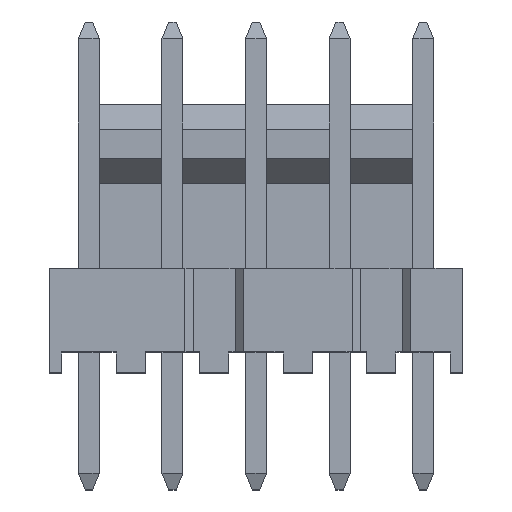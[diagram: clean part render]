
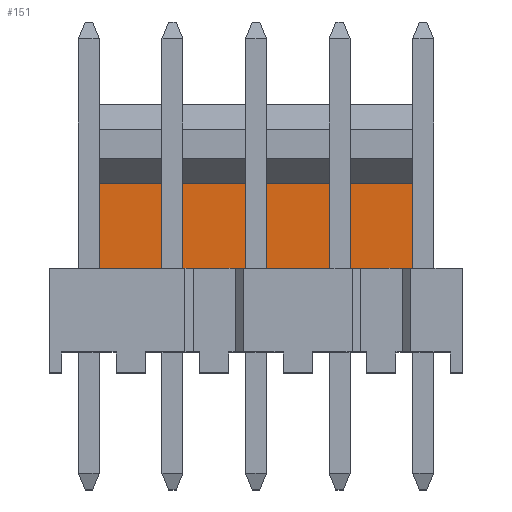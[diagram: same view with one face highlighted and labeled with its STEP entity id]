
A CAD part, top view. The second image highlights one B-rep face of the part: STEP entity #151.
In plain terms, the highlighted planar face has unit normal (0, 0, 1).
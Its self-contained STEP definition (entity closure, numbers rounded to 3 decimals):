
#151=ADVANCED_FACE('',(#401),#402,.T.);
#401=FACE_OUTER_BOUND('',#705,.T.);
#402=PLANE('',#706);
#705=EDGE_LOOP('',(#1538,#1539,#1540,#1541));
#706=AXIS2_PLACEMENT_3D('',#1542,#1543,#1544);
#1538=ORIENTED_EDGE('',*,*,#2185,.F.);
#1539=ORIENTED_EDGE('',*,*,#2186,.F.);
#1540=ORIENTED_EDGE('',*,*,#2187,.T.);
#1541=ORIENTED_EDGE('',*,*,#1975,.T.);
#1542=CARTESIAN_POINT('',(-5.08,4.178,-2.21));
#1543=DIRECTION('',(0.0,0.0,1.0));
#1544=DIRECTION('',(1.0,0.0,0.0));
#1975=EDGE_CURVE('',#2381,#2379,#2382,.T.);
#2185=EDGE_CURVE('',#2721,#2379,#2723,.T.);
#2186=EDGE_CURVE('',#2724,#2721,#2725,.T.);
#2187=EDGE_CURVE('',#2724,#2381,#2726,.T.);
#2379=VERTEX_POINT('',#2970);
#2381=VERTEX_POINT('',#2973);
#2382=LINE('',#2974,#2975);
#2721=VERTEX_POINT('',#3522);
#2723=LINE('',#3525,#3526);
#2724=VERTEX_POINT('',#3527);
#2725=LINE('',#3528,#3529);
#2726=LINE('',#3530,#3531);
#2970=CARTESIAN_POINT('',(5.08,1.588,-2.21));
#2973=CARTESIAN_POINT('',(-5.08,1.588,-2.21));
#2974=CARTESIAN_POINT('',(-5.08,1.588,-2.21));
#2975=VECTOR('',#3797,10.16);
#3522=CARTESIAN_POINT('',(5.08,4.178,-2.21));
#3525=CARTESIAN_POINT('',(5.08,4.178,-2.21));
#3526=VECTOR('',#4007,2.591);
#3527=CARTESIAN_POINT('',(-5.08,4.178,-2.21));
#3528=CARTESIAN_POINT('',(-5.08,4.178,-2.21));
#3529=VECTOR('',#4008,10.16);
#3530=CARTESIAN_POINT('',(-5.08,4.178,-2.21));
#3531=VECTOR('',#4009,2.591);
#3797=DIRECTION('',(1.0,0.0,0.0));
#4007=DIRECTION('',(0.0,-1.0,0.0));
#4008=DIRECTION('',(1.0,0.0,0.0));
#4009=DIRECTION('',(0.0,-1.0,0.0));
